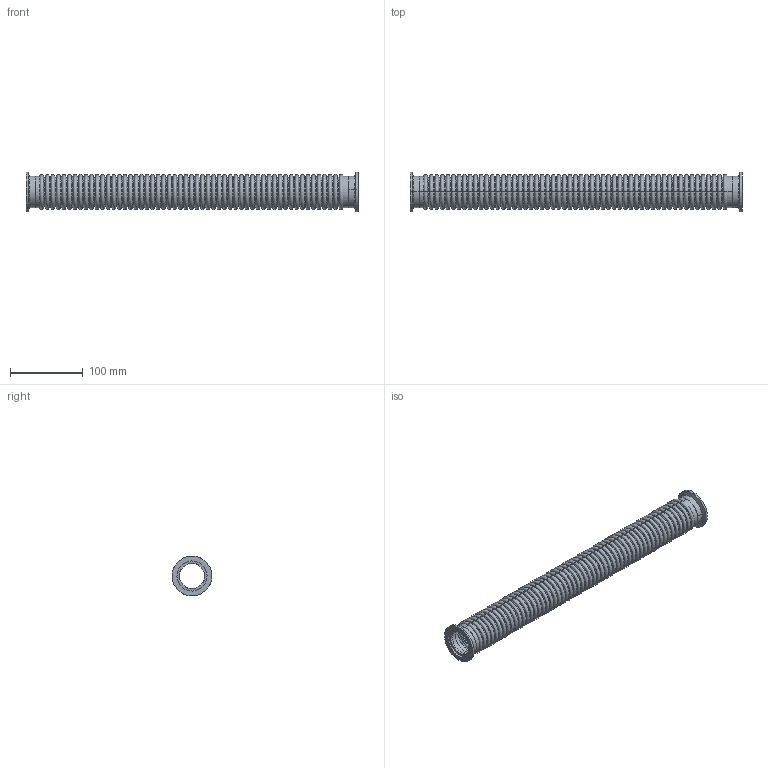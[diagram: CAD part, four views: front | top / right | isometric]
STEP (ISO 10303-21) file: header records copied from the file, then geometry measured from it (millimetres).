
FILE_DESCRIPTION (( 'STEP AP203' ), '1' );
FILE_NAME ('441524_B.STEP', '2024-03-14T06:38:46', ( '' ), ( '' ), 'SwSTEP 2.0', 'SolidWorks 2022', '' );
FILE_SCHEMA (( 'CONFIG_CONTROL_DESIGN' ));
Length unit declared in the file: inch
Products named in the file (3): 441540; 441524_B; 713003
Assembly tree (3 placements, depth 2):
  441524_B
    441540
    713003  x2
Bounding box: 457.2 x 54.85 x 54.85 mm (x, y, z)
Volume: 85120.6 mm3; surface area: 196749.5 mm2
Topology: 3 solids, 3 shells, 694 faces, 1388 edges, 704 vertices
Faces by surface type: torus 652, cylinder 28, plane 10, cone 4
Entity records: 17987 total; most frequent: DIRECTION 4060, CARTESIAN_POINT 2724, ORIENTED_EDGE 2712, AXIS2_PLACEMENT_3D 2020, EDGE_CURVE 1356, CIRCLE 1336, EDGE_LOOP 684, VERTEX_POINT 684
